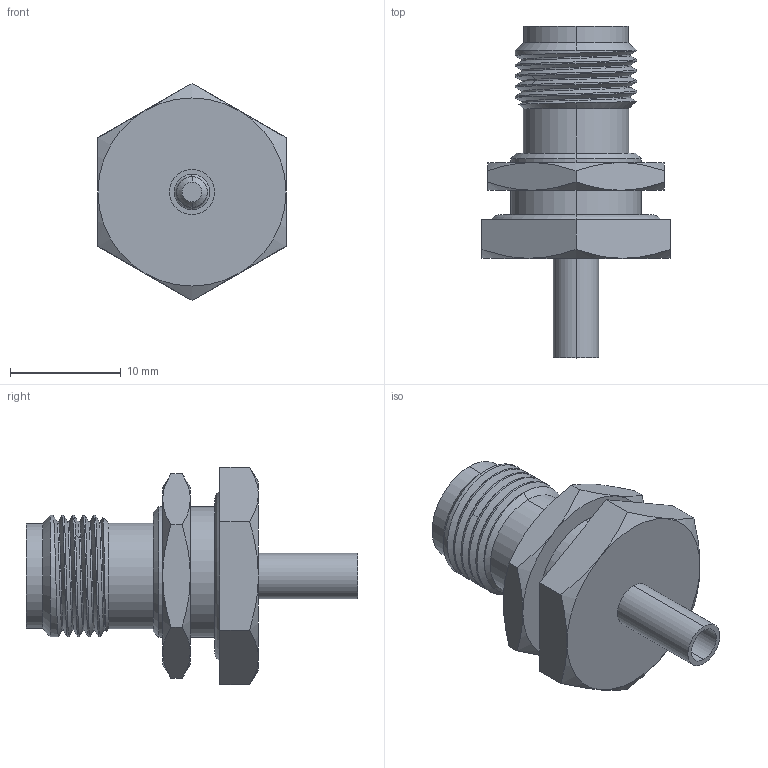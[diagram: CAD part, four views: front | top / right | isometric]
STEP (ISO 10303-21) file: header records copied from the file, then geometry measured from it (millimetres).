
FILE_DESCRIPTION((''),'2;1');
FILE_NAME('1','2021-08-28T',('Administrator'),(''),'PRO/ENGINEER BY PARAMETRIC TECHNOLOGY CORPORATION, 2012090','PRO/ENGINEER BY PARAMETRIC TECHNOLOGY CORPORATION, 2012090','');
FILE_SCHEMA(('CONFIG_CONTROL_DESIGN'));
Length unit declared in the file: millimetre
Products named in the file (1): 1
Bounding box: 17 x 30 x 19.63 mm (x, y, z)
Volume: 2429.2 mm3; surface area: 2215.8 mm2
Topology: 1 solids, 1 shells, 114 faces, 273 edges, 169 vertices
Faces by surface type: plane 41, cone 34, cylinder 29, bspline 6, torus 4
Entity records: 5025 total; most frequent: CARTESIAN_POINT 2430, ORIENTED_EDGE 542, DIRECTION 513, EDGE_CURVE 271, AXIS2_PLACEMENT_3D 206, VERTEX_POINT 169, EDGE_LOOP 124, FACE_OUTER_BOUND 114
